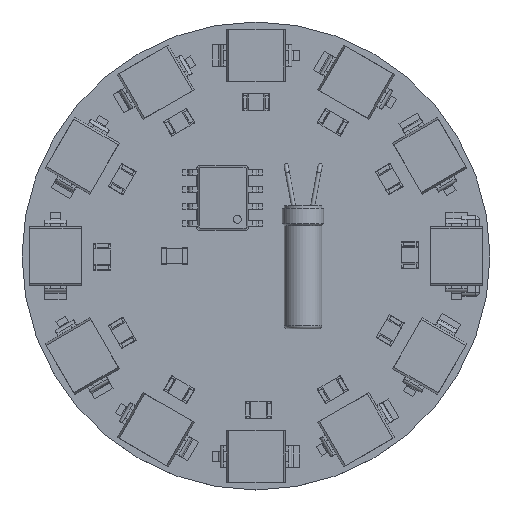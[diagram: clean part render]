
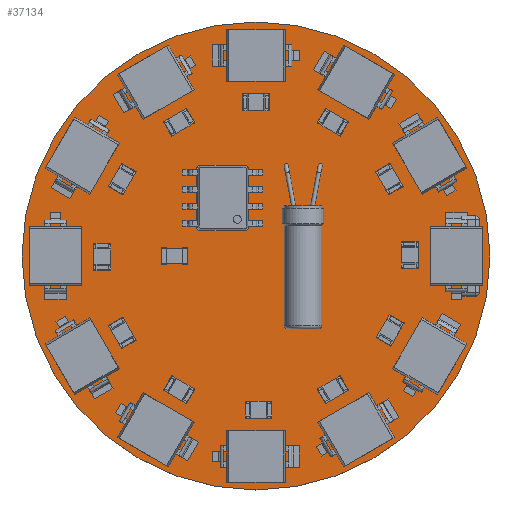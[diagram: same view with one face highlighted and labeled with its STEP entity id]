
A CAD part, top view. The second image highlights one B-rep face of the part: STEP entity #37134.
In plain terms, the highlighted planar face has unit normal (0, 0, 1).
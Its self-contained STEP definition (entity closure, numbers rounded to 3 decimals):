
#37099 = VERTEX_POINT('',#37100);
#37100 = CARTESIAN_POINT('',(167.5,-100.,0.8));
#37106 = EDGE_CURVE('',#37099,#37099,#37107,.T.);
#37107 = CIRCLE('',#37108,17.5);
#37108 = AXIS2_PLACEMENT_3D('',#37109,#37110,#37111);
#37109 = CARTESIAN_POINT('',(150.,-100.,0.8));
#37110 = DIRECTION('',(0.,0.,1.));
#37111 = DIRECTION('',(1.,0.,-0.));
#37134 = ADVANCED_FACE('',(#37135),#37138,.T.);
#37135 = FACE_BOUND('',#37136,.T.);
#37136 = EDGE_LOOP('',(#37137));
#37137 = ORIENTED_EDGE('',*,*,#37106,.T.);
#37138 = PLANE('',#37139);
#37139 = AXIS2_PLACEMENT_3D('',#37140,#37141,#37142);
#37140 = CARTESIAN_POINT('',(0.,0.,0.8));
#37141 = DIRECTION('',(0.,0.,1.));
#37142 = DIRECTION('',(1.,0.,-0.));
